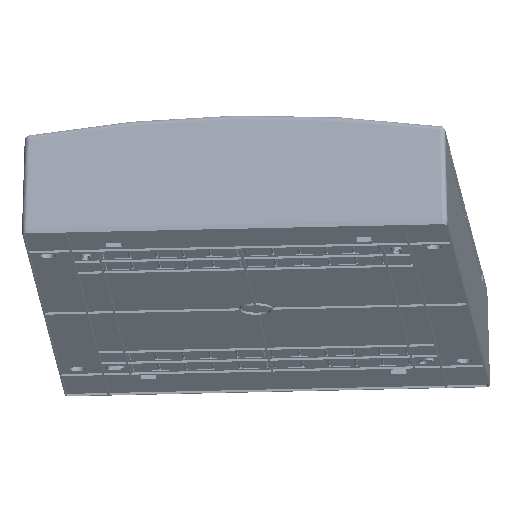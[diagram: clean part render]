
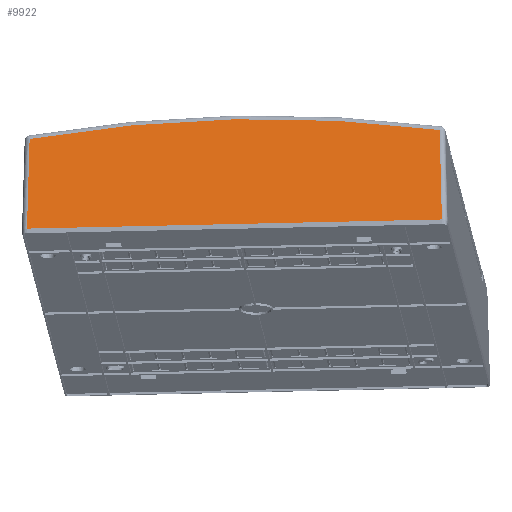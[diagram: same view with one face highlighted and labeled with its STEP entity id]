
A CAD part, front view. The second image highlights one B-rep face of the part: STEP entity #9922.
In plain terms, the highlighted face is planar.
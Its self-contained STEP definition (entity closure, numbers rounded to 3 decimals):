
#3529=CARTESIAN_POINT('',(0.,102.231,
-260.123));
#3672=CARTESIAN_POINT('',(192.902,0.,-262.8));
#4183=CARTESIAN_POINT('',(-190.613,87.393,
-260.512));
#4184=CARTESIAN_POINT('',(-159.1,92.329,
-260.382));
#4185=CARTESIAN_POINT('',(-95.691,99.752,
-260.188));
#4186=CARTESIAN_POINT('',(-31.897,102.231,
-260.123));
#4187=CARTESIAN_POINT('',(0.,102.231,
-260.123));
#4192=DIRECTION('',(0.026,0.999,0.026));
#4193=VECTOR('',#4192,87.453);
#4194=CARTESIAN_POINT('',(-192.902,0.,-262.8));
#4195=LINE('',#4194,#4193);
#4199=DIRECTION('',(-1.,0.,0.));
#4200=VECTOR('',#4199,385.803);
#4201=CARTESIAN_POINT('',(192.902,0.,-262.8));
#4202=LINE('',#4201,#4200);
#4206=DIRECTION('',(0.026,-0.999,-0.026));
#4207=VECTOR('',#4206,87.453);
#4208=CARTESIAN_POINT('',(190.613,87.393,-260.512));
#4209=LINE('',#4208,#4207);
#4213=CARTESIAN_POINT('',(0.,102.231,
-260.123));
#4214=CARTESIAN_POINT('',(31.897,102.231,-260.123));
#4215=CARTESIAN_POINT('',(95.691,99.752,-260.188));
#4216=CARTESIAN_POINT('',(159.1,92.329,-260.382));
#4217=CARTESIAN_POINT('',(190.613,87.393,-260.512));
#5567=CARTESIAN_POINT('',(190.613,87.393,-260.512));
#5569=VERTEX_POINT('',#5567);
#5572=VERTEX_POINT('',#3672);
#5591=CARTESIAN_POINT('',(-190.613,87.393,
-260.512));
#5593=VERTEX_POINT('',#5591);
#5595=CARTESIAN_POINT('',(-192.902,0.,-262.8));
#5596=VERTEX_POINT('',#5595);
#5600=VERTEX_POINT('',#3529);
#9910=CARTESIAN_POINT('',(0.,0.,-262.8));
#9911=DIRECTION('',(0.,0.026,-1.));
#9912=DIRECTION('',(0.,1.,0.026));
#9913=AXIS2_PLACEMENT_3D('',#9910,#9911,#9912);
#9914=PLANE('',#9913);
#9915=ORIENTED_EDGE('',*,*,#9259,.F.);
#9916=ORIENTED_EDGE('',*,*,#9320,.F.);
#9917=ORIENTED_EDGE('',*,*,#9346,.F.);
#9918=ORIENTED_EDGE('',*,*,#9878,.F.);
#9919=ORIENTED_EDGE('',*,*,#9205,.F.);
#9920=EDGE_LOOP('',(#9915,#9916,#9917,#9918,#9919));
#9921=FACE_OUTER_BOUND('',#9920,.F.);
#4188=B_SPLINE_CURVE_WITH_KNOTS('',3,(#4183,#4184,#4185,#4186,#4187),
.UNSPECIFIED.,.F.,.F.,(4,1,4),(0.,0.5,1.),.UNSPECIFIED.);
#4218=B_SPLINE_CURVE_WITH_KNOTS('',3,(#4213,#4214,#4215,#4216,#4217),
.UNSPECIFIED.,.F.,.F.,(4,1,4),(0.,0.5,1.),.UNSPECIFIED.);
#9205=EDGE_CURVE('',#5600,#5569,#4218,.T.);
#9259=EDGE_CURVE('',#5593,#5600,#4188,.T.);
#9320=EDGE_CURVE('',#5596,#5593,#4195,.T.);
#9346=EDGE_CURVE('',#5572,#5596,#4202,.T.);
#9878=EDGE_CURVE('',#5569,#5572,#4209,.T.);
#9922=ADVANCED_FACE('',(#9921),#9914,.T.);
